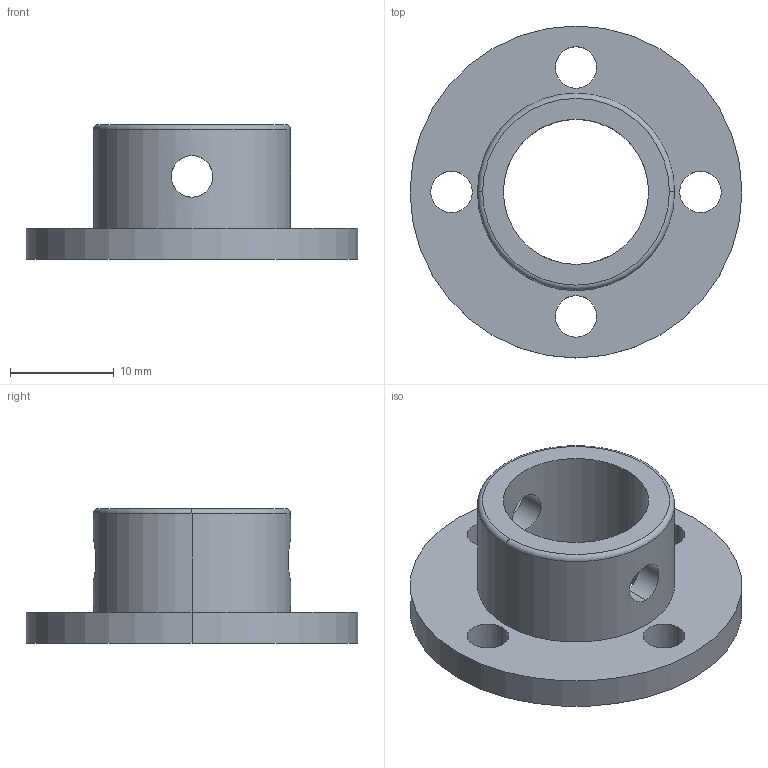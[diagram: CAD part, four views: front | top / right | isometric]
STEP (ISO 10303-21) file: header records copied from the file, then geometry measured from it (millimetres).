
FILE_DESCRIPTION (( 'STEP AP203' ), '1' );
FILE_NAME ('mat bich 14mm_Default_sldprt.STEP', '2023-02-25T14:01:26', ( '' ), ( '' ), 'SwSTEP 2.0', 'SolidWorks 2022', '' );
FILE_SCHEMA (( 'CONFIG_CONTROL_DESIGN' ));
Length unit declared in the file: millimetre
Products named in the file (1): mat bich 14mm_Default_sldprt
Bounding box: 32 x 32 x 13 mm (x, y, z)
Volume: 3029.6 mm3; surface area: 2821.4 mm2
Topology: 1 solids, 1 shells, 23 faces, 58 edges, 38 vertices
Faces by surface type: cylinder 18, plane 3, torus 2
Entity records: 1021 total; most frequent: CARTESIAN_POINT 344, DIRECTION 130, ORIENTED_EDGE 116, EDGE_CURVE 58, AXIS2_PLACEMENT_3D 56, EDGE_LOOP 38, VERTEX_POINT 38, CIRCLE 32
